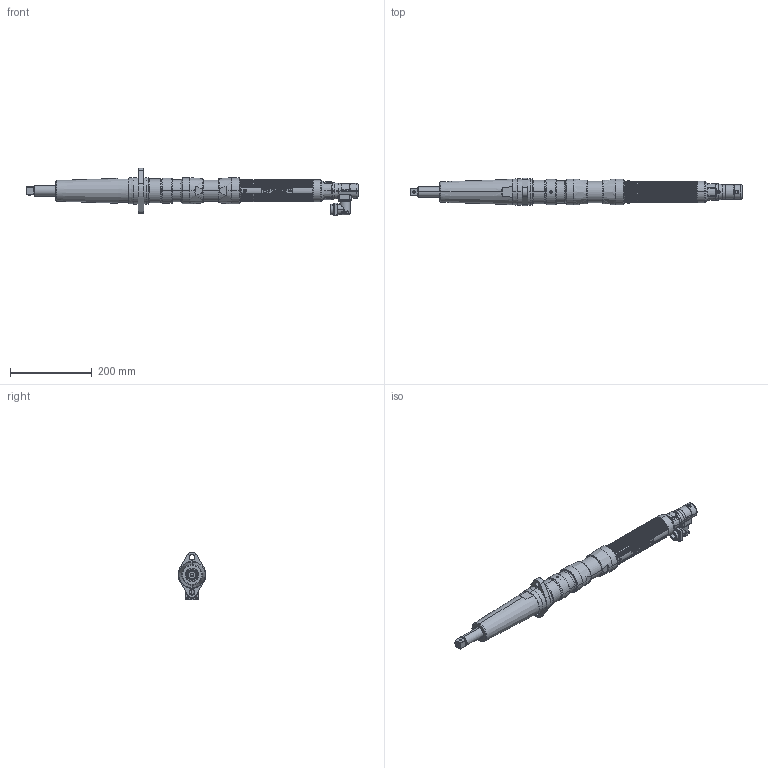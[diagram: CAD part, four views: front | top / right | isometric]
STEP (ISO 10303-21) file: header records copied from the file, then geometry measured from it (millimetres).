
FILE_DESCRIPTION((''),'2;1');
FILE_NAME('EB55MB3F2-320','2022-05-23T11:10:23',('CEG0317'),(''),'CREO PARAMETRIC BY PTC INC, 2017380','CREO PARAMETRIC BY PTC INC, 2017380','');
FILE_SCHEMA(('CONFIG_CONTROL_DESIGN'));
Length unit declared in the file: inch
Products named in the file (1): EB55MB3F2-320
Bounding box: 814.45 x 68.28 x 116.78 mm (x, y, z)
Surface area: 233865.1 mm2 (no closed solid volume)
Topology: 0 solids, 122 shells, 514 faces, 3055 edges, 2556 vertices
Faces by surface type: cylinder 220, plane 147, cone 60, torus 44, bspline 35, sphere 6, extrusion 2
Entity records: 37380 total; most frequent: CARTESIAN_POINT 15425, DIRECTION 4209, ORIENTED_EDGE 3863, EDGE_CURVE 3055, VERTEX_POINT 2556, VECTOR 1477, LINE 1475, AXIS2_PLACEMENT_3D 1366
